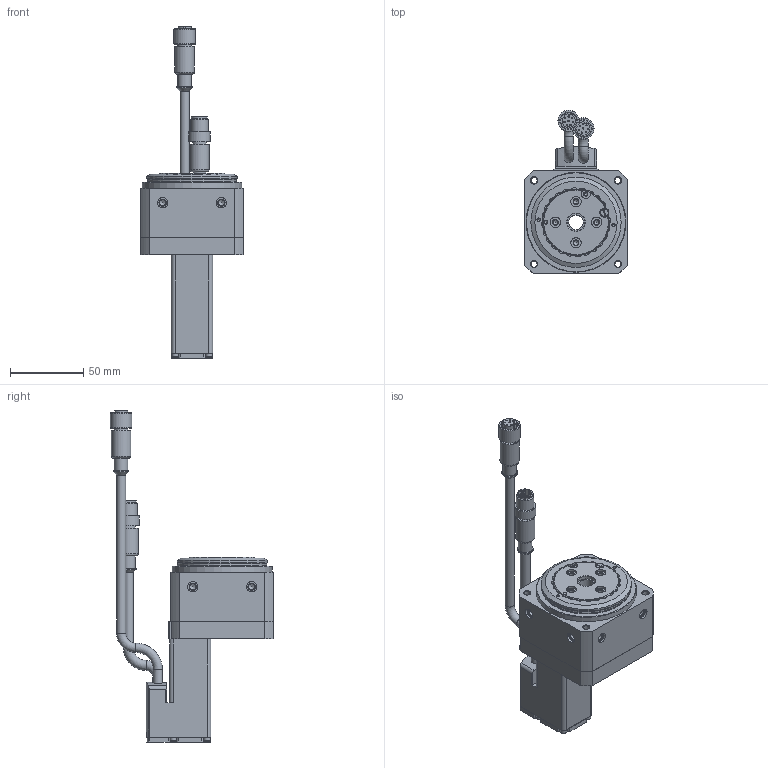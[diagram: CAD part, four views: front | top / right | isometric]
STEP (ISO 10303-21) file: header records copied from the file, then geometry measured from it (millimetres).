
FILE_DESCRIPTION(/* description */ ('STEP AP214'),/* implementation_level */ '2;1');
FILE_NAME(/* name */ '3008526_ERMO-16-ST-E',/* time_stamp */ '2024-08-28T02:55:26+02:00',/* author */ ('License CC BY-ND 4.0'),/* organization */ ('CADENAS'),/* preprocessor_version */ 'ST-DEVELOPER v19.3',/* originating_system */ 'PARTsolutions',/* authorisation */ ' ');
FILE_SCHEMA (('AUTOMOTIVE_DESIGN {1 0 10303 214 3 1 1}'));
Length unit declared in the file: millimetre
Products named in the file (6): 3008526 ERMO-16-ST-E---(0); 2954696 ERMO-16-ST-E---(0_d); 2954696 ERMO-16---(geh); 2645847 ERMO-16-SE---(m); 2954696 ERMO-16---(0_te); 710515 DSM-12-P-B
Assembly tree (5 placements, depth 2):
  3008526 ERMO-16-ST-E---(0)
    2954696 ERMO-16-ST-E---(0_d)
    2954696 ERMO-16---(geh)
    2645847 ERMO-16-SE---(m)
    2954696 ERMO-16---(0_te)
    710515 DSM-12-P-B
Bounding box: 70 x 111.11 x 226 mm (x, y, z)
Volume: 293535.3 mm3; surface area: 76292.2 mm2
Topology: 4 solids, 4 shells, 572 faces, 1318 edges, 849 vertices
Faces by surface type: plane 265, cylinder 203, cone 82, torus 22
Full cylindrical faces by diameter (mm): 0.8 x8, 1 x8, 1.25 x1, 2.013 x4, 2.1 x2, 2.459 x1, 2.5 x5, 3.242 x4, 4.134 x16, 4.5 x5, 4.6 x4, 5 x2, 5.78 x1, 6.2 x2, 6.8 x2, 6.917 x1, 7 x20, 8 x9, 8.5 x1, 9.2 x4, 10 x1, 10.7 x2, 10.773 x1, 10.917 x1, 12 x4, 12.5 x2, 13.2 x2, 14 x1, 14.6 x2, 22 x2
Entity records: 16540 total; most frequent: DIRECTION 2683, CARTESIAN_POINT 2565, ORIENTED_EDGE 2052, AXIS2_PLACEMENT_3D 1124, EDGE_CURVE 1026, FACE_BOUND 936, EDGE_LOOP 910, VERTEX_POINT 808
